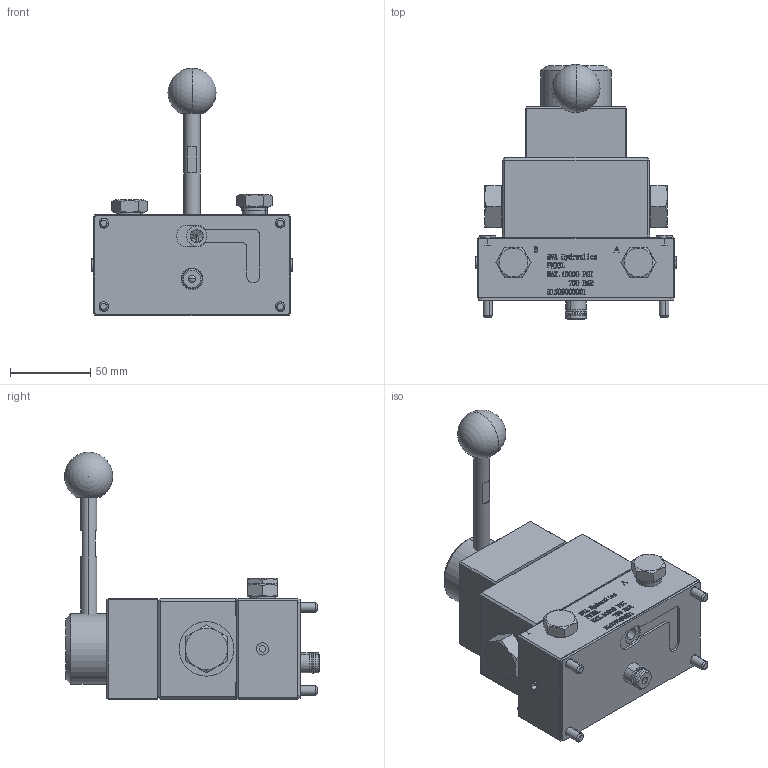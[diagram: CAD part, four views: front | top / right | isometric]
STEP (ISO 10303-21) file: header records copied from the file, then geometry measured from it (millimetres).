
FILE_DESCRIPTION (( 'STEP AP203' ), '1' );
FILE_NAME ('D0980.STEP', '2015-09-14T07:51:58', ( 'SF' ), ( '' ), 'SwSTEP 2.0', 'SolidWorks 2015', '' );
FILE_SCHEMA (( 'CONFIG_CONTROL_DESIGN' ));
Products named in the file (1): D0980
Bounding box: 125 x 158.9 x 154.45 mm (x, y, z)
Volume: 732901.9 mm3; surface area: 175618.5 mm2
Topology: 26 solids, 26 shells, 2017 faces, 5278 edges, 3396 vertices
Faces by surface type: plane 733, bspline 719, cylinder 330, cone 227, sphere 4, torus 4
Entity records: 87461 total; most frequent: CARTESIAN_POINT 42855, ORIENTED_EDGE 10402, DIRECTION 6940, EDGE_CURVE 5201, VERTEX_POINT 3389, LINE 2728, VECTOR 2728, EDGE_LOOP 2252
